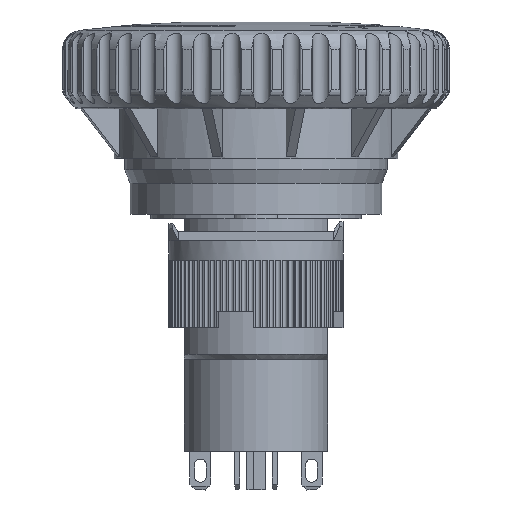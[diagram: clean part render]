
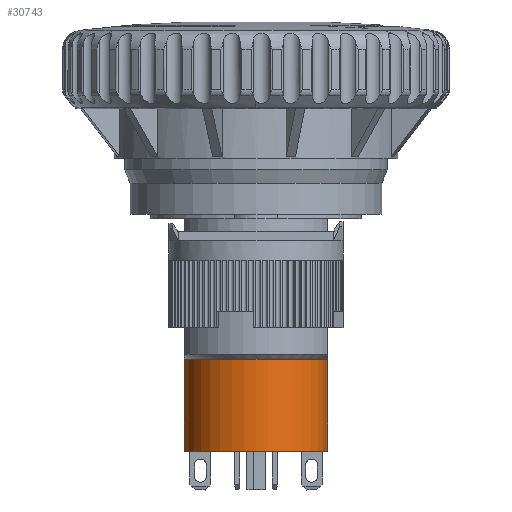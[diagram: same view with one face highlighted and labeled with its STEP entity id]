
A CAD part, front view. The second image highlights one B-rep face of the part: STEP entity #30743.
In plain terms, the highlighted cylindrical face has radius 7.4 mm (diameter 14.8 mm), a partial arc.
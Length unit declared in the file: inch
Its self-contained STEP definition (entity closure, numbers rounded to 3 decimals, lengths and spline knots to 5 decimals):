
#779 = EDGE_CURVE ( 'NONE', #17898, #30206, #25902, .T. ) ;
#1887 = LINE ( 'NONE', #25037, #18354 ) ;
#2927 = EDGE_CURVE ( 'NONE', #26863, #30206, #1887, .T. ) ;
#3615 = AXIS2_PLACEMENT_3D ( 'NONE', #25590, #28519, #7882 ) ;
#5246 = DIRECTION ( 'NONE',  ( -1., 0., 0. ) ) ;
#5470 = CARTESIAN_POINT ( 'NONE',  ( -0.29134, 0., -0.94488 ) ) ;
#7335 = AXIS2_PLACEMENT_3D ( 'NONE', #31707, #26262, #5246 ) ;
#7756 = DIRECTION ( 'NONE',  ( 0., 0., 1. ) ) ;
#7882 = DIRECTION ( 'NONE',  ( 1., 0., 0. ) ) ;
#9123 = AXIS2_PLACEMENT_3D ( 'NONE', #16129, #7756, #28393 ) ;
#9770 = ORIENTED_EDGE ( 'NONE', *, *, #2927, .F. ) ;
#10640 = CARTESIAN_POINT ( 'NONE',  ( -0.29134, 0., 0.01969 ) ) ;
#15607 = CARTESIAN_POINT ( 'NONE',  ( -0.29134, 0., -0.57087 ) ) ;
#16129 = CARTESIAN_POINT ( 'NONE',  ( 0., 0., -0.94488 ) ) ;
#16591 = ORIENTED_EDGE ( 'NONE', *, *, #779, .T. ) ;
#17898 = VERTEX_POINT ( 'NONE', #5470 ) ;
#18354 = VECTOR ( 'NONE', #36870, 39.37008 ) ;
#19844 = FACE_OUTER_BOUND ( 'NONE', #33622, .T. ) ;
#21163 = CARTESIAN_POINT ( 'NONE',  ( 0.29134, 0., -0.57087 ) ) ;
#21343 = ORIENTED_EDGE ( 'NONE', *, *, #21602, .T. ) ;
#21602 = EDGE_CURVE ( 'NONE', #35101, #17898, #22108, .T. ) ;
#22108 = LINE ( 'NONE', #10640, #24230 ) ;
#23133 = CYLINDRICAL_SURFACE ( 'NONE', #7335, 0.29134 ) ;
#24230 = VECTOR ( 'NONE', #25812, 39.37008 ) ;
#25037 = CARTESIAN_POINT ( 'NONE',  ( 0.29134, 0., 0.01969 ) ) ;
#25590 = CARTESIAN_POINT ( 'NONE',  ( 0., 0., -0.57087 ) ) ;
#25812 = DIRECTION ( 'NONE',  ( 0., 0., -1. ) ) ;
#25902 = CIRCLE ( 'NONE', #9123, 0.29134 ) ;
#26262 = DIRECTION ( 'NONE',  ( 0., 0., -1. ) ) ;
#26863 = VERTEX_POINT ( 'NONE', #21163 ) ;
#28393 = DIRECTION ( 'NONE',  ( -1., 0., 0. ) ) ;
#28519 = DIRECTION ( 'NONE',  ( 0., 0., 1. ) ) ;
#30206 = VERTEX_POINT ( 'NONE', #36800 ) ;
#30743 = ADVANCED_FACE ( 'NONE', ( #19844 ), #23133, .T. ) ;
#30932 = EDGE_CURVE ( 'NONE', #35101, #26863, #37752, .T. ) ;
#31707 = CARTESIAN_POINT ( 'NONE',  ( 0., 0., 0.01969 ) ) ;
#33622 = EDGE_LOOP ( 'NONE', ( #9770, #34373, #21343, #16591 ) ) ;
#34373 = ORIENTED_EDGE ( 'NONE', *, *, #30932, .F. ) ;
#35101 = VERTEX_POINT ( 'NONE', #15607 ) ;
#36800 = CARTESIAN_POINT ( 'NONE',  ( 0.29134, 0., -0.94488 ) ) ;
#36870 = DIRECTION ( 'NONE',  ( 0., 0., -1. ) ) ;
#37752 = CIRCLE ( 'NONE', #3615, 0.29134 ) ;
